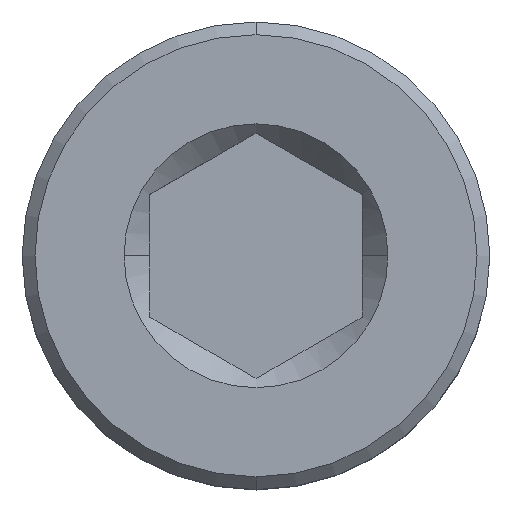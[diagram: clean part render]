
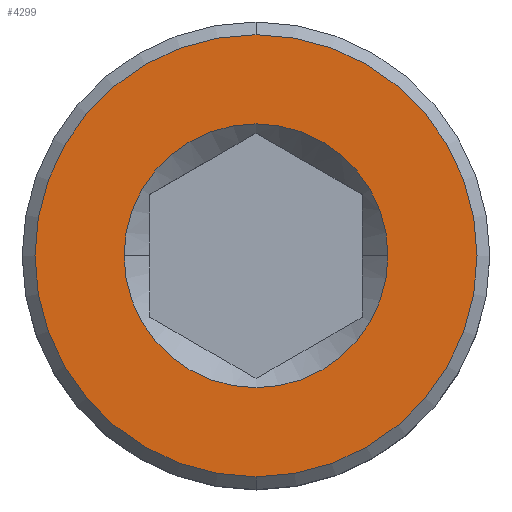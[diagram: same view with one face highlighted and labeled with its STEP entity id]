
A CAD part, top view. The second image highlights one B-rep face of the part: STEP entity #4299.
In plain terms, the highlighted planar face has unit normal (0, 0, 1).
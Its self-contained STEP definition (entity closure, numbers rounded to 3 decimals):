
#207 = VERTEX_POINT ( 'NONE', #5237 ) ;
#240 = CARTESIAN_POINT ( 'NONE',  ( 0., 2.6, 11.5 ) ) ;
#464 = CIRCLE ( 'NONE', #3862, 2.6 ) ;
#533 = DIRECTION ( 'NONE',  ( 0., 1., 0. ) ) ;
#834 = EDGE_CURVE ( 'NONE', #5898, #207, #5022, .T. ) ;
#1233 = DIRECTION ( 'NONE',  ( 0., 0., -1. ) ) ;
#1244 = DIRECTION ( 'NONE',  ( 0., 0., 1. ) ) ;
#1337 = AXIS2_PLACEMENT_3D ( 'NONE', #6404, #7013, #3168 ) ;
#1448 = CARTESIAN_POINT ( 'NONE',  ( 0., 0., 11.5 ) ) ;
#1898 = VERTEX_POINT ( 'NONE', #3251 ) ;
#2111 = CARTESIAN_POINT ( 'NONE',  ( -1.552, 0., 11.5 ) ) ;
#2772 = PLANE ( 'NONE',  #3999 ) ;
#2938 = ORIENTED_EDGE ( 'NONE', *, *, #4022, .F. ) ;
#3035 = DIRECTION ( 'NONE',  ( 0., 1., 0. ) ) ;
#3168 = DIRECTION ( 'NONE',  ( 1., 0., 0. ) ) ;
#3251 = CARTESIAN_POINT ( 'NONE',  ( 1.552, 0., 11.5 ) ) ;
#3433 = EDGE_LOOP ( 'NONE', ( #2938, #6386 ) ) ;
#3734 = AXIS2_PLACEMENT_3D ( 'NONE', #6172, #1233, #533 ) ;
#3862 = AXIS2_PLACEMENT_3D ( 'NONE', #5538, #7911, #3035 ) ;
#3999 = AXIS2_PLACEMENT_3D ( 'NONE', #1448, #6476, #7138 ) ;
#4022 = EDGE_CURVE ( 'NONE', #1898, #5293, #6359, .T. ) ;
#4299 = ADVANCED_FACE ( 'NONE', ( #4575, #4476 ), #2772, .T. ) ;
#4476 = FACE_OUTER_BOUND ( 'NONE', #6353, .T. ) ;
#4575 = FACE_BOUND ( 'NONE', #3433, .T. ) ;
#4655 = EDGE_CURVE ( 'NONE', #207, #5898, #464, .T. ) ;
#4911 = ORIENTED_EDGE ( 'NONE', *, *, #4655, .F. ) ;
#4919 = CARTESIAN_POINT ( 'NONE',  ( 0., 0., 11.5 ) ) ;
#5022 = CIRCLE ( 'NONE', #3734, 2.6 ) ;
#5237 = CARTESIAN_POINT ( 'NONE',  ( 0., -2.6, 11.5 ) ) ;
#5293 = VERTEX_POINT ( 'NONE', #2111 ) ;
#5538 = CARTESIAN_POINT ( 'NONE',  ( 0., 0., 11.5 ) ) ;
#5674 = CIRCLE ( 'NONE', #5762, 1.552 ) ;
#5762 = AXIS2_PLACEMENT_3D ( 'NONE', #4919, #1244, #7422 ) ;
#5869 = EDGE_CURVE ( 'NONE', #5293, #1898, #5674, .T. ) ;
#5898 = VERTEX_POINT ( 'NONE', #240 ) ;
#6172 = CARTESIAN_POINT ( 'NONE',  ( 0., 0., 11.5 ) ) ;
#6353 = EDGE_LOOP ( 'NONE', ( #7330, #4911 ) ) ;
#6359 = CIRCLE ( 'NONE', #1337, 1.552 ) ;
#6386 = ORIENTED_EDGE ( 'NONE', *, *, #5869, .F. ) ;
#6404 = CARTESIAN_POINT ( 'NONE',  ( 0., 0., 11.5 ) ) ;
#6476 = DIRECTION ( 'NONE',  ( 0., 0., 1. ) ) ;
#7013 = DIRECTION ( 'NONE',  ( 0., 0., 1. ) ) ;
#7138 = DIRECTION ( 'NONE',  ( 0., -1., 0. ) ) ;
#7330 = ORIENTED_EDGE ( 'NONE', *, *, #834, .F. ) ;
#7422 = DIRECTION ( 'NONE',  ( 1., 0., 0. ) ) ;
#7911 = DIRECTION ( 'NONE',  ( 0., 0., -1. ) ) ;
